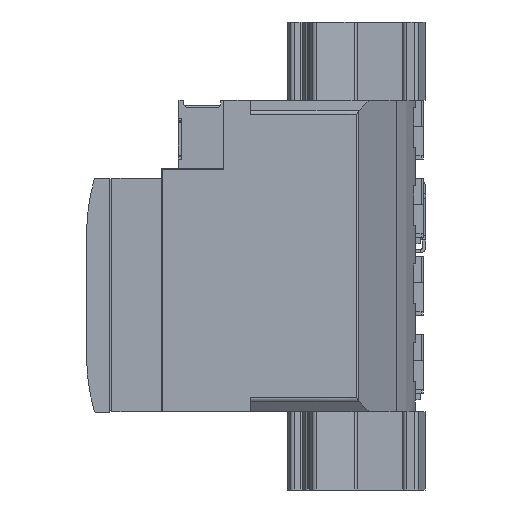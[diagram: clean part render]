
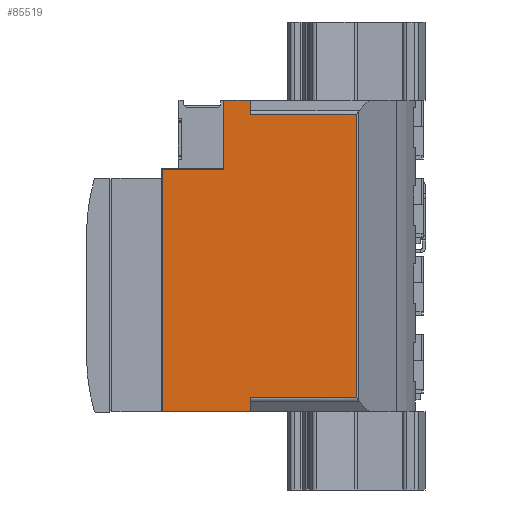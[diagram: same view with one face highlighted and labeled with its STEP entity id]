
A CAD part, left-side view. The second image highlights one B-rep face of the part: STEP entity #85519.
In plain terms, the highlighted planar face has unit normal (-1, 0, 0).
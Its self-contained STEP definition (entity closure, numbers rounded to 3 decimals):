
#1395=CIRCLE('',#89295,0.2);
#4695=ORIENTED_EDGE('',*,*,#23450,.F.);
#4696=ORIENTED_EDGE('',*,*,#23727,.T.);
#4697=ORIENTED_EDGE('',*,*,#23728,.T.);
#4698=ORIENTED_EDGE('',*,*,#23729,.F.);
#4699=ORIENTED_EDGE('',*,*,#23730,.F.);
#4700=ORIENTED_EDGE('',*,*,#23731,.T.);
#4701=ORIENTED_EDGE('',*,*,#22229,.F.);
#4702=ORIENTED_EDGE('',*,*,#23732,.F.);
#4703=ORIENTED_EDGE('',*,*,#23733,.F.);
#4704=ORIENTED_EDGE('',*,*,#23734,.F.);
#4705=ORIENTED_EDGE('',*,*,#23735,.T.);
#22229=EDGE_CURVE('',#31862,#31863,#38288,.T.);
#23450=EDGE_CURVE('',#32908,#32909,#39359,.T.);
#23727=EDGE_CURVE('',#32908,#33181,#39532,.T.);
#23728=EDGE_CURVE('',#33181,#33182,#39533,.T.);
#23729=EDGE_CURVE('',#33183,#33182,#39534,.T.);
#23730=EDGE_CURVE('',#33184,#33183,#39535,.T.);
#23731=EDGE_CURVE('',#33184,#31863,#39536,.T.);
#23732=EDGE_CURVE('',#33185,#31862,#1395,.T.);
#23733=EDGE_CURVE('',#33186,#33185,#39537,.T.);
#23734=EDGE_CURVE('',#33187,#33186,#39538,.T.);
#23735=EDGE_CURVE('',#33187,#32909,#39539,.T.);
#31862=VERTEX_POINT('',#112567);
#31863=VERTEX_POINT('',#112569);
#32908=VERTEX_POINT('',#115003);
#32909=VERTEX_POINT('',#115005);
#33181=VERTEX_POINT('',#115556);
#33182=VERTEX_POINT('',#115558);
#33183=VERTEX_POINT('',#115560);
#33184=VERTEX_POINT('',#115562);
#33185=VERTEX_POINT('',#115565);
#33186=VERTEX_POINT('',#115567);
#33187=VERTEX_POINT('',#115569);
#38288=LINE('',#112568,#45998);
#39359=LINE('',#115004,#47069);
#39532=LINE('',#115555,#47242);
#39533=LINE('',#115557,#47243);
#39534=LINE('',#115559,#47244);
#39535=LINE('',#115561,#47245);
#39536=LINE('',#115563,#47246);
#39537=LINE('',#115566,#47247);
#39538=LINE('',#115568,#47248);
#39539=LINE('',#115570,#47249);
#45998=VECTOR('',#94214,1000.);
#47069=VECTOR('',#95923,1000.);
#47242=VECTOR('',#96308,1000.);
#47243=VECTOR('',#96309,1000.);
#47244=VECTOR('',#96310,1000.);
#47245=VECTOR('',#96311,1000.);
#47246=VECTOR('',#96312,1000.);
#47247=VECTOR('',#96315,1000.);
#47248=VECTOR('',#96316,1000.);
#47249=VECTOR('',#96317,1000.);
#53899=EDGE_LOOP('',(#4695,#4696,#4697,#4698,#4699,#4700,#4701,#4702,#4703,
#4704,#4705));
#57674=FACE_BOUND('',#53899,.T.);
#61386=PLANE('',#89294);
#85519=ADVANCED_FACE('',(#57674),#61386,.F.);
#89294=AXIS2_PLACEMENT_3D('',#115554,#96306,#96307);
#89295=AXIS2_PLACEMENT_3D('',#115564,#96313,#96314);
#94214=DIRECTION('',(0.,-1.,0.));
#95923=DIRECTION('',(0.,1.,0.));
#96306=DIRECTION('',(1.,0.,0.));
#96307=DIRECTION('',(0.,0.,-1.));
#96308=DIRECTION('',(0.,0.,1.));
#96309=DIRECTION('',(0.,-1.,0.));
#96310=DIRECTION('',(0.,0.,-1.));
#96311=DIRECTION('',(0.,-1.,0.));
#96312=DIRECTION('',(0.,0.,1.));
#96313=DIRECTION('',(1.,0.,0.));
#96314=DIRECTION('',(0.,0.,-1.));
#96315=DIRECTION('',(0.,0.,1.));
#96316=DIRECTION('',(0.,-1.,0.));
#96317=DIRECTION('',(0.,0.,-1.));
#112567=CARTESIAN_POINT('',(-62.15,47.6,37.935));
#112568=CARTESIAN_POINT('',(-62.15,47.6,37.935));
#112569=CARTESIAN_POINT('',(-62.15,41.3,37.935));
#115003=CARTESIAN_POINT('',(-62.15,41.3,-37.935));
#115004=CARTESIAN_POINT('',(-62.15,0.,-37.935));
#115005=CARTESIAN_POINT('',(-62.15,62.8,-37.935));
#115554=CARTESIAN_POINT('',(-62.15,47.6,37.735));
#115555=CARTESIAN_POINT('',(-62.15,41.3,37.735));
#115556=CARTESIAN_POINT('',(-62.15,41.3,-34.535));
#115557=CARTESIAN_POINT('',(-62.15,41.3,-34.535));
#115558=CARTESIAN_POINT('',(-62.15,15.393,-34.535));
#115559=CARTESIAN_POINT('',(-62.15,15.393,38.));
#115560=CARTESIAN_POINT('',(-62.15,15.393,34.535));
#115561=CARTESIAN_POINT('',(-62.15,41.3,34.535));
#115562=CARTESIAN_POINT('',(-62.15,41.3,34.535));
#115563=CARTESIAN_POINT('',(-62.15,41.3,37.735));
#115564=CARTESIAN_POINT('',(-62.15,47.6,37.735));
#115565=CARTESIAN_POINT('',(-62.15,47.8,37.735));
#115566=CARTESIAN_POINT('',(-62.15,47.8,18.945));
#115567=CARTESIAN_POINT('',(-62.15,47.8,21.085));
#115568=CARTESIAN_POINT('',(-62.15,63.,21.085));
#115569=CARTESIAN_POINT('',(-62.15,62.8,21.085));
#115570=CARTESIAN_POINT('',(-62.15,62.8,38.));
